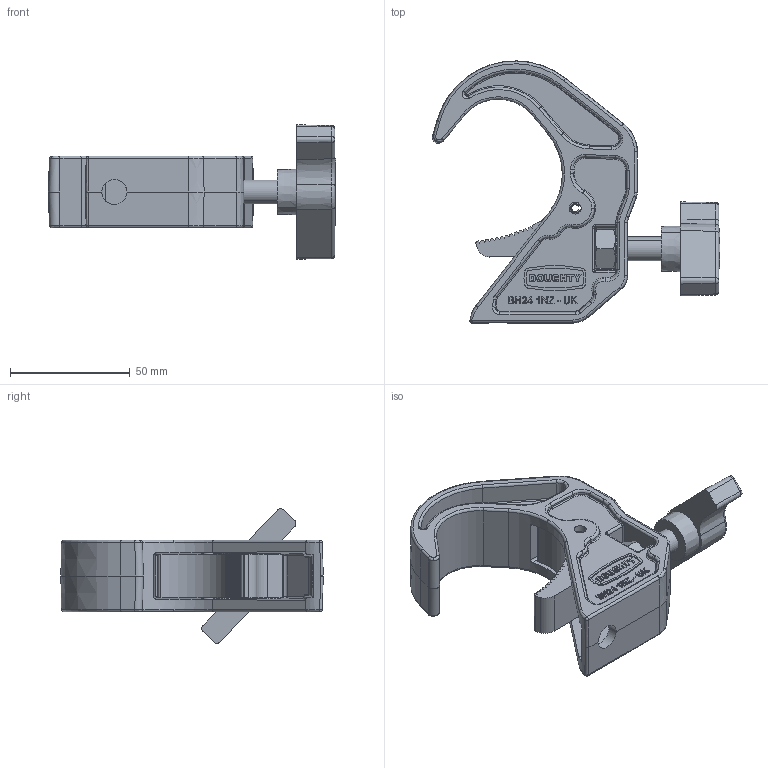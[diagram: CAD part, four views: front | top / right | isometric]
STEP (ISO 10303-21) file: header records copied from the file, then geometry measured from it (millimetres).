
FILE_DESCRIPTION (( 'STEP AP214' ), '1' );
FILE_NAME ('T58410.STEP', '2023-06-28T11:33:53', ( '' ), ( '' ), 'SwSTEP 2.0', 'SolidWorks 2022', '' );
FILE_SCHEMA (( 'AUTOMOTIVE_DESIGN' ));
Length unit declared in the file: millimetre
Products named in the file (8): TH4117; TH2055; S2611_Compressed; S3677; T58410; TH4049; Hex Nut Style 1 GradeAB_Doughty Fastners_BS EN 24032 - M10 - D - S; F771
Assembly tree (7 placements, depth 3):
  T58410
    TH4117
    TH4049
      TH2055
    S2611_Compressed
    Hex Nut Style 1 GradeAB_Doughty Fastners_BS EN 24032 - M10 - D - S
    F771
    S3677
Bounding box: 119.81 x 109.44 x 56.08 mm (x, y, z)
Volume: 106694.4 mm3; surface area: 43633.5 mm2
Topology: 6 solids, 6 shells, 1274 faces, 3241 edges, 2044 vertices
Faces by surface type: plane 516, bspline 255, cylinder 233, torus 145, cone 120, sphere 5
Entity records: 51557 total; most frequent: CARTESIAN_POINT 21623, ORIENTED_EDGE 6476, DIRECTION 5566, EDGE_CURVE 3238, VERTEX_POINT 2044, AXIS2_PLACEMENT_3D 1869, VECTOR 1828, LINE 1828
